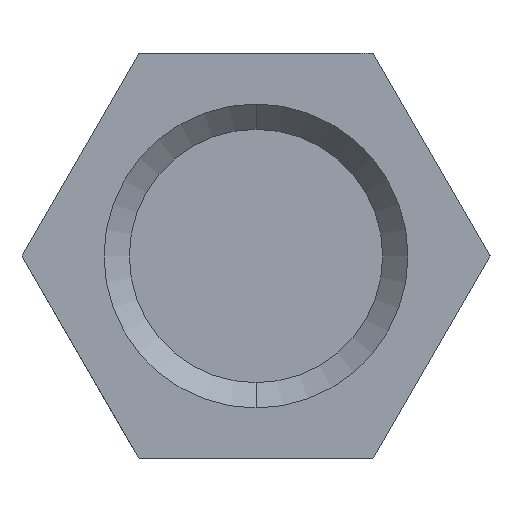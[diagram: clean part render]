
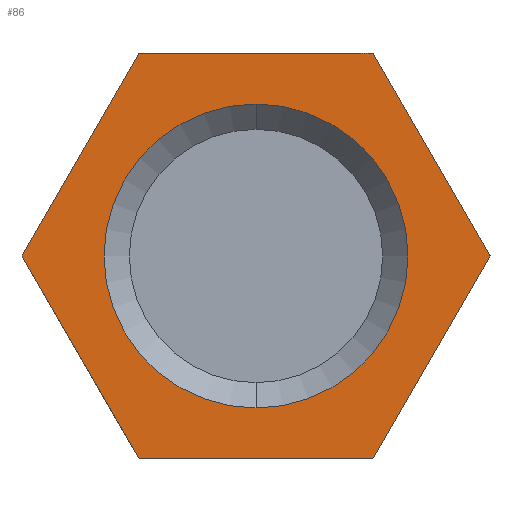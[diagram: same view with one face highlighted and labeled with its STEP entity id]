
A CAD part, left-side view. The second image highlights one B-rep face of the part: STEP entity #86.
In plain terms, the highlighted planar face has unit normal (-1, 0, 0).
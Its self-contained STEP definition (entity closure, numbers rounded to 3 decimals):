
#86=ADVANCED_FACE('',(#389,#390),#391,.F.);
#389=FACE_OUTER_BOUND('',#961,.T.);
#390=FACE_BOUND('',#962,.T.);
#391=PLANE('',#963);
#961=EDGE_LOOP('',(#5469,#5470,#5471,#5472,#5473,#5474));
#962=EDGE_LOOP('',(#5475,#5476));
#963=AXIS2_PLACEMENT_3D('',#5477,#5478,#5479);
#5469=ORIENTED_EDGE('',*,*,#7335,.F.);
#5470=ORIENTED_EDGE('',*,*,#7339,.F.);
#5471=ORIENTED_EDGE('',*,*,#7341,.F.);
#5472=ORIENTED_EDGE('',*,*,#7142,.F.);
#5473=ORIENTED_EDGE('',*,*,#7344,.F.);
#5474=ORIENTED_EDGE('',*,*,#7346,.F.);
#5475=ORIENTED_EDGE('',*,*,#7132,.T.);
#5476=ORIENTED_EDGE('',*,*,#7347,.T.);
#5477=CARTESIAN_POINT('',(-30.0,-4.619,0.));
#5478=DIRECTION('',(1.0,0.0,0.0));
#5479=DIRECTION('',(0.0,1.0,0.0));
#7132=EDGE_CURVE('',#7852,#7850,#7853,.T.);
#7142=EDGE_CURVE('',#7868,#7870,#7871,.T.);
#7335=EDGE_CURVE('',#8252,#8254,#8255,.T.);
#7339=EDGE_CURVE('',#8259,#8252,#8261,.T.);
#7341=EDGE_CURVE('',#7870,#8259,#8263,.T.);
#7344=EDGE_CURVE('',#8266,#7868,#8268,.T.);
#7346=EDGE_CURVE('',#8254,#8266,#8270,.T.);
#7347=EDGE_CURVE('',#7850,#7852,#8271,.T.);
#7850=VERTEX_POINT('',#9039);
#7852=VERTEX_POINT('',#9042);
#7853=CIRCLE('',#9043,3.);
#7868=VERTEX_POINT('',#9064);
#7870=VERTEX_POINT('',#9067);
#7871=LINE('',#9068,#9069);
#8252=VERTEX_POINT('',#10805);
#8254=VERTEX_POINT('',#10808);
#8255=LINE('',#10809,#10810);
#8259=VERTEX_POINT('',#10816);
#8261=LINE('',#10819,#10820);
#8263=LINE('',#10823,#10824);
#8266=VERTEX_POINT('',#10828);
#8268=LINE('',#10831,#10832);
#8270=LINE('',#10835,#10836);
#8271=CIRCLE('',#10837,3.);
#9039=CARTESIAN_POINT('',(-30.0,0.,-3.));
#9042=CARTESIAN_POINT('',(-30.0,0.0,3.));
#9043=AXIS2_PLACEMENT_3D('',#14322,#14323,#14324);
#9064=CARTESIAN_POINT('',(-30.0,2.309,-4.));
#9067=CARTESIAN_POINT('',(-30.0,4.619,0.));
#9068=CARTESIAN_POINT('',(-30.0,2.309,-4.));
#9069=VECTOR('',#14338,1000.0);
#10805=CARTESIAN_POINT('',(-30.0,-2.309,4.0));
#10808=CARTESIAN_POINT('',(-30.0,-4.619,0.));
#10809=CARTESIAN_POINT('',(-30.0,-2.309,4.0));
#10810=VECTOR('',#14461,1000.0);
#10816=CARTESIAN_POINT('',(-30.0,2.309,4.));
#10819=CARTESIAN_POINT('',(-30.0,2.309,4.));
#10820=VECTOR('',#14465,1000.0);
#10823=CARTESIAN_POINT('',(-30.0,4.619,0.));
#10824=VECTOR('',#14467,1000.0);
#10828=CARTESIAN_POINT('',(-30.0,-2.309,-4.0));
#10831=CARTESIAN_POINT('',(-30.0,-2.309,-4.0));
#10832=VECTOR('',#14470,1000.0);
#10835=CARTESIAN_POINT('',(-30.0,-4.619,0.));
#10836=VECTOR('',#14472,1000.0);
#10837=AXIS2_PLACEMENT_3D('',#14473,#14474,#14475);
#14322=CARTESIAN_POINT('',(-30.0,0.0,0.0));
#14323=DIRECTION('',(1.0,0.0,0.0));
#14324=DIRECTION('',(0.0,0.0,-1.0));
#14338=DIRECTION('',(0.0,0.5,0.866));
#14461=DIRECTION('',(0.0,-0.5,-0.866));
#14465=DIRECTION('',(0.0,-1.0,0.));
#14467=DIRECTION('',(0.0,-0.5,0.866));
#14470=DIRECTION('',(0.0,1.0,0.));
#14472=DIRECTION('',(0.0,0.5,-0.866));
#14473=CARTESIAN_POINT('',(-30.0,0.0,0.0));
#14474=DIRECTION('',(1.0,0.0,0.0));
#14475=DIRECTION('',(0.0,0.0,-1.0));
